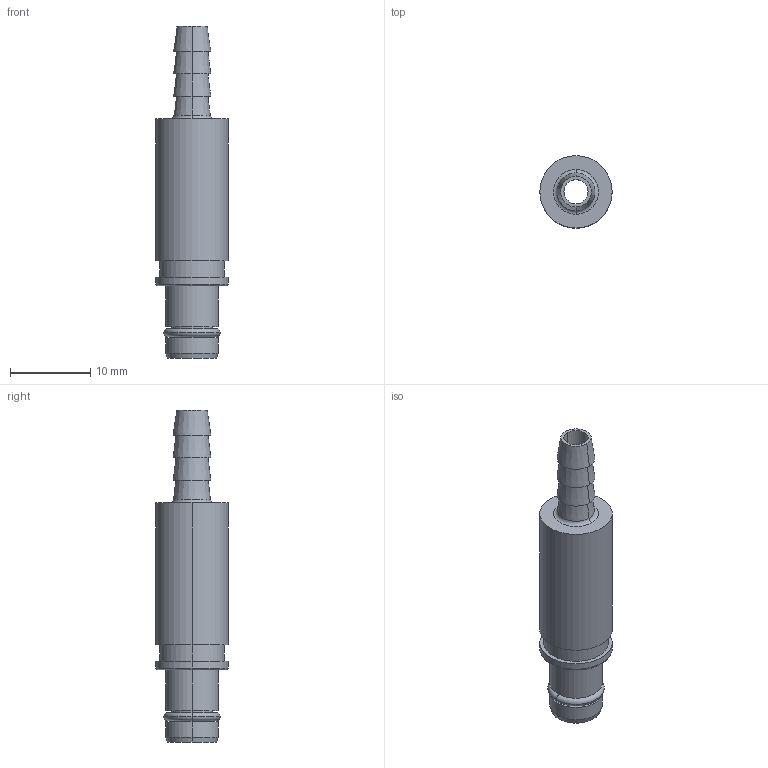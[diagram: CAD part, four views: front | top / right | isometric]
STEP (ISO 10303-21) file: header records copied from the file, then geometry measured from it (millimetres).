
FILE_DESCRIPTION(('Creo Elements/Direct Modeling STEP Export'),'2;1');
FILE_NAME('0ln7uvk5btlp0aj2516','2021-07-27T11:36:02',(''),(''),'Creo Elements/Direct Modeling STEP processor for AP214 (Solid Model)','Creo Elements/Direct Modeling 20.1B 02-Apr-2019 (C) Parametric Technology GmbH','');
FILE_SCHEMA(('AUTOMOTIVE_DESIGN { 1 0 10303 214 1 1 1 1 }'));
Length unit declared in the file: millimetre
Products named in the file (2): CX_4.0_MPM
Assembly tree (1 placements, depth 2):
  CX_4.0_MPM
    CX_4.0_MPM
Bounding box: 9 x 9 x 41.3 mm (x, y, z)
Volume: 1346.2 mm3; surface area: 1584.6 mm2
Topology: 1 solids, 1 shells, 49 faces, 100 edges, 62 vertices
Faces by surface type: cylinder 18, cone 12, plane 11, torus 8
Entity records: 1583 total; most frequent: DIRECTION 204, ORIENTED_EDGE 200, CARTESIAN_POINT 179, EDGE_CURVE 100, AXIS2_PLACEMENT_3D 87, VERTEX_POINT 62, EDGE_LOOP 60, COLOUR_RGB 50
